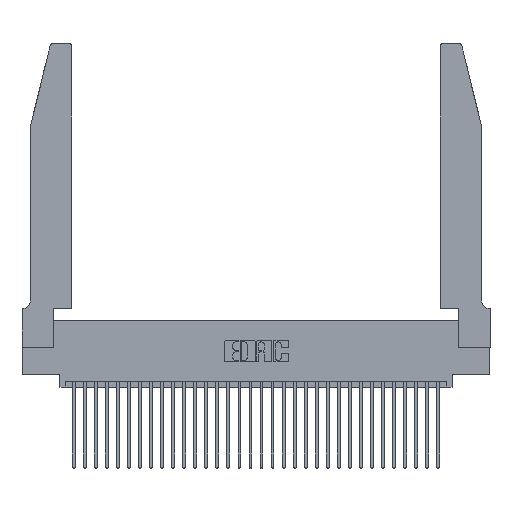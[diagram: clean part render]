
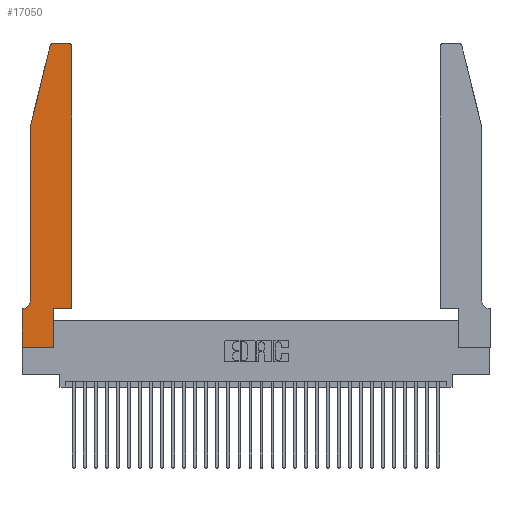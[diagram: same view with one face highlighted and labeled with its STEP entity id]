
A CAD part, top view. The second image highlights one B-rep face of the part: STEP entity #17050.
In plain terms, the highlighted planar face has unit normal (0, 0, 1).
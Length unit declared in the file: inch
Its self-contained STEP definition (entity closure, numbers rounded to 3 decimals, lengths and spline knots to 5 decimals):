
#410 = CARTESIAN_POINT ( 'NONE',  ( 0., 0., 0.37 ) ) ;
#505 = EDGE_CURVE ( 'NONE', #26746, #2486, #32551, .T. ) ;
#547 = CARTESIAN_POINT ( 'NONE',  ( 0.0755, 2., 0.37 ) ) ;
#1076 = CARTESIAN_POINT ( 'NONE',  ( 0.4505, 2.72, 0.37 ) ) ;
#1139 = AXIS2_PLACEMENT_3D ( 'NONE', #27704, #17454, #2316 ) ;
#1308 = VECTOR ( 'NONE', #20036, 39.37008 ) ;
#1461 = CARTESIAN_POINT ( 'NONE',  ( 0., 0., 0.37 ) ) ;
#1561 = ORIENTED_EDGE ( 'NONE', *, *, #6833, .T. ) ;
#2118 = EDGE_CURVE ( 'NONE', #10711, #17320, #28162, .T. ) ;
#2316 = DIRECTION ( 'NONE',  ( 1., 0., 0. ) ) ;
#2486 = VERTEX_POINT ( 'NONE', #3710 ) ;
#3177 = EDGE_CURVE ( 'NONE', #14013, #16301, #8725, .T. ) ;
#3273 = VECTOR ( 'NONE', #5561, 39.37008 ) ;
#3287 = ORIENTED_EDGE ( 'NONE', *, *, #12251, .T. ) ;
#3426 = LINE ( 'NONE', #1461, #13689 ) ;
#3503 = EDGE_CURVE ( 'NONE', #14998, #10711, #9485, .T. ) ;
#3710 = CARTESIAN_POINT ( 'NONE',  ( 0.0755, 0.42, 0.37 ) ) ;
#4287 = CARTESIAN_POINT ( 'NONE',  ( 0.0755, 0.35, 0.37 ) ) ;
#4303 = ORIENTED_EDGE ( 'NONE', *, *, #3503, .T. ) ;
#4338 = DIRECTION ( 'NONE',  ( 0., 0., -1. ) ) ;
#5053 = ORIENTED_EDGE ( 'NONE', *, *, #3177, .T. ) ;
#5184 = CARTESIAN_POINT ( 'NONE',  ( 0.4205, 2.75, 0.37 ) ) ;
#5561 = DIRECTION ( 'NONE',  ( -0.239, -0.971, 0. ) ) ;
#5775 = FACE_OUTER_BOUND ( 'NONE', #15232, .T. ) ;
#5792 = CARTESIAN_POINT ( 'NONE',  ( 0.2605, 2.75, 0.37 ) ) ;
#5908 = CARTESIAN_POINT ( 'NONE',  ( 0., 0., 0.37 ) ) ;
#6679 = DIRECTION ( 'NONE',  ( 1., 0., 0. ) ) ;
#6833 = EDGE_CURVE ( 'NONE', #18448, #26746, #15143, .T. ) ;
#6891 = LINE ( 'NONE', #13985, #25851 ) ;
#7024 = DIRECTION ( 'NONE',  ( 0., 0., 1. ) ) ;
#7743 = AXIS2_PLACEMENT_3D ( 'NONE', #32058, #32166, #24911 ) ;
#8017 = VERTEX_POINT ( 'NONE', #24639 ) ;
#8433 = VERTEX_POINT ( 'NONE', #9107 ) ;
#8464 = EDGE_CURVE ( 'NONE', #9176, #8017, #26060, .T. ) ;
#8725 = LINE ( 'NONE', #9168, #30090 ) ;
#8912 = CARTESIAN_POINT ( 'NONE',  ( 0.2865, 0.35, 0.37 ) ) ;
#9107 = CARTESIAN_POINT ( 'NONE',  ( 0.4505, 0.35, 0.37 ) ) ;
#9168 = CARTESIAN_POINT ( 'NONE',  ( 0.2865, 0.35, 0.37 ) ) ;
#9176 = VERTEX_POINT ( 'NONE', #5184 ) ;
#9485 = LINE ( 'NONE', #4287, #13431 ) ;
#9827 = ORIENTED_EDGE ( 'NONE', *, *, #505, .T. ) ;
#9885 = AXIS2_PLACEMENT_3D ( 'NONE', #21775, #4338, #14371 ) ;
#10711 = VERTEX_POINT ( 'NONE', #31335 ) ;
#10970 = CIRCLE ( 'NONE', #1139, 0.03 ) ;
#11519 = ORIENTED_EDGE ( 'NONE', *, *, #2118, .T. ) ;
#11601 = CARTESIAN_POINT ( 'NONE',  ( 0.2865, 0., 0.37 ) ) ;
#12251 = EDGE_CURVE ( 'NONE', #8017, #18448, #10970, .T. ) ;
#12825 = DIRECTION ( 'NONE',  ( -1., 0., 0. ) ) ;
#13122 = VERTEX_POINT ( 'NONE', #1076 ) ;
#13431 = VECTOR ( 'NONE', #23642, 39.37008 ) ;
#13689 = VECTOR ( 'NONE', #6679, 39.37008 ) ;
#13977 = ORIENTED_EDGE ( 'NONE', *, *, #18165, .T. ) ;
#13985 = CARTESIAN_POINT ( 'NONE',  ( 0.4505, 0.35, 0.37 ) ) ;
#14013 = VERTEX_POINT ( 'NONE', #11601 ) ;
#14371 = DIRECTION ( 'NONE',  ( -1., 0., 0. ) ) ;
#14498 = LINE ( 'NONE', #30884, #15285 ) ;
#14998 = VERTEX_POINT ( 'NONE', #19150 ) ;
#15143 = LINE ( 'NONE', #547, #3273 ) ;
#15232 = EDGE_LOOP ( 'NONE', ( #16075, #3287, #1561, #9827, #27159, #4303, #11519, #21871, #5053, #22090, #13977, #29019 ) ) ;
#15285 = VECTOR ( 'NONE', #15741, 39.37008 ) ;
#15741 = DIRECTION ( 'NONE',  ( 1., 0., 0. ) ) ;
#16075 = ORIENTED_EDGE ( 'NONE', *, *, #8464, .T. ) ;
#16181 = EDGE_CURVE ( 'NONE', #16301, #8433, #14498, .T. ) ;
#16301 = VERTEX_POINT ( 'NONE', #8912 ) ;
#17050 = ADVANCED_FACE ( 'NONE', ( #5775 ), #28960, .T. ) ;
#17320 = VERTEX_POINT ( 'NONE', #410 ) ;
#17454 = DIRECTION ( 'NONE',  ( 0., 0., 1. ) ) ;
#17771 = CARTESIAN_POINT ( 'NONE',  ( 0.0755, 2., 0.37 ) ) ;
#18165 = EDGE_CURVE ( 'NONE', #8433, #13122, #6891, .T. ) ;
#18448 = VERTEX_POINT ( 'NONE', #25345 ) ;
#18959 = EDGE_CURVE ( 'NONE', #17320, #14013, #3426, .T. ) ;
#19150 = CARTESIAN_POINT ( 'NONE',  ( 0.0055, 0.35, 0.37 ) ) ;
#20036 = DIRECTION ( 'NONE',  ( 0., -1., 0. ) ) ;
#20208 = EDGE_CURVE ( 'NONE', #13122, #9176, #26656, .T. ) ;
#21775 = CARTESIAN_POINT ( 'NONE',  ( 0.0055, 0.42, 0.37 ) ) ;
#21871 = ORIENTED_EDGE ( 'NONE', *, *, #18959, .T. ) ;
#22090 = ORIENTED_EDGE ( 'NONE', *, *, #16181, .T. ) ;
#23642 = DIRECTION ( 'NONE',  ( -1., 0., 0. ) ) ;
#23992 = CARTESIAN_POINT ( 'NONE',  ( 0., 0.35, 0.37 ) ) ;
#24264 = DIRECTION ( 'NONE',  ( 0., 1., 0. ) ) ;
#24504 = VECTOR ( 'NONE', #12825, 39.37008 ) ;
#24639 = CARTESIAN_POINT ( 'NONE',  ( 0.284, 2.75, 0.37 ) ) ;
#24730 = AXIS2_PLACEMENT_3D ( 'NONE', #23992, #7024, #32258 ) ;
#24769 = DIRECTION ( 'NONE',  ( 0., 1., 0. ) ) ;
#24911 = DIRECTION ( 'NONE',  ( 1., 0., 0. ) ) ;
#25345 = CARTESIAN_POINT ( 'NONE',  ( 0.25487, 2.72718, 0.37 ) ) ;
#25851 = VECTOR ( 'NONE', #24264, 39.37008 ) ;
#25975 = CARTESIAN_POINT ( 'NONE',  ( 0.0755, 2., 0.37 ) ) ;
#26060 = LINE ( 'NONE', #5792, #24504 ) ;
#26656 = CIRCLE ( 'NONE', #7743, 0.03 ) ;
#26746 = VERTEX_POINT ( 'NONE', #17771 ) ;
#27159 = ORIENTED_EDGE ( 'NONE', *, *, #31105, .T. ) ;
#27704 = CARTESIAN_POINT ( 'NONE',  ( 0.284, 2.72, 0.37 ) ) ;
#28162 = LINE ( 'NONE', #5908, #1308 ) ;
#28221 = VECTOR ( 'NONE', #29178, 39.37008 ) ;
#28960 = PLANE ( 'NONE',  #24730 ) ;
#29019 = ORIENTED_EDGE ( 'NONE', *, *, #20208, .T. ) ;
#29178 = DIRECTION ( 'NONE',  ( 0., -1., 0. ) ) ;
#30090 = VECTOR ( 'NONE', #24769, 39.37008 ) ;
#30884 = CARTESIAN_POINT ( 'NONE',  ( 0.4505, 0.35, 0.37 ) ) ;
#31105 = EDGE_CURVE ( 'NONE', #2486, #14998, #31706, .T. ) ;
#31335 = CARTESIAN_POINT ( 'NONE',  ( 0., 0.35, 0.37 ) ) ;
#31706 = CIRCLE ( 'NONE', #9885, 0.07 ) ;
#32058 = CARTESIAN_POINT ( 'NONE',  ( 0.4205, 2.72, 0.37 ) ) ;
#32166 = DIRECTION ( 'NONE',  ( 0., 0., 1. ) ) ;
#32258 = DIRECTION ( 'NONE',  ( 1., 0., 0. ) ) ;
#32551 = LINE ( 'NONE', #25975, #28221 ) ;
